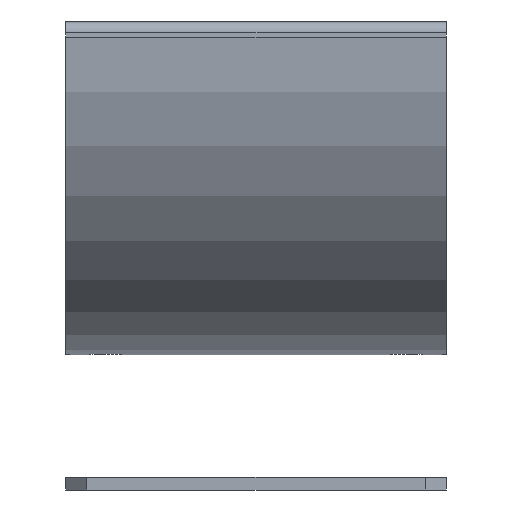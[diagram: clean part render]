
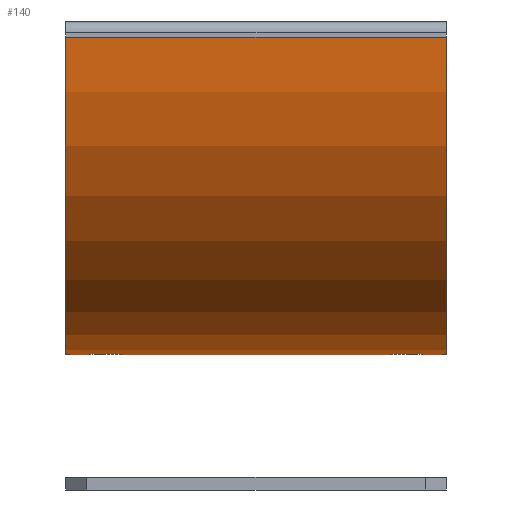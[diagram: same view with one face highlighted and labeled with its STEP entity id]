
A CAD part, left-side view. The second image highlights one B-rep face of the part: STEP entity #140.
In plain terms, the highlighted cylindrical face has radius 75 mm (diameter 150 mm), a partial arc.
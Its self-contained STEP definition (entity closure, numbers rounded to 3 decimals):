
#140=ADVANCED_FACE('',(#682),#684,.T.);
#682=FACE_BOUND('',#683,.T.);
#683=EDGE_LOOP('',(#1136,#1137,#1138,#1139,#1140,#1141,#1142,#1143));
#684=CYLINDRICAL_SURFACE('',#685,75.);
#685=AXIS2_PLACEMENT_3D('',#686,#687,#688);
#686=CARTESIAN_POINT('',(15.542,-36.68,56.637));
#687=DIRECTION('',(-0.,1.,-0.));
#688=DIRECTION('',(0.,0.,-1.));
#1136=ORIENTED_EDGE('',*,*,#1350,.F.);
#1137=ORIENTED_EDGE('',*,*,#1328,.F.);
#1138=ORIENTED_EDGE('',*,*,#1351,.T.);
#1139=ORIENTED_EDGE('',*,*,#1337,.T.);
#1140=ORIENTED_EDGE('',*,*,#1352,.T.);
#1141=ORIENTED_EDGE('',*,*,#1340,.T.);
#1142=ORIENTED_EDGE('',*,*,#1353,.T.);
#1143=ORIENTED_EDGE('',*,*,#1343,.F.);
#1328=EDGE_CURVE('',#1448,#1449,#1450,.T.);
#1337=EDGE_CURVE('',#1462,#1460,#1463,.T.);
#1340=EDGE_CURVE('',#1467,#1465,#1468,.T.);
#1343=EDGE_CURVE('',#1470,#1472,#1473,.T.);
#1350=EDGE_CURVE('',#1449,#1470,#1483,.T.);
#1351=EDGE_CURVE('',#1448,#1462,#1484,.T.);
#1352=EDGE_CURVE('',#1460,#1467,#1485,.T.);
#1353=EDGE_CURVE('',#1465,#1472,#1486,.T.);
#1448=VERTEX_POINT('',#1694);
#1449=VERTEX_POINT('',#1695);
#1450=CIRCLE('',#1696,75.);
#1460=VERTEX_POINT('',#1777);
#1462=VERTEX_POINT('',#1781);
#1463=B_SPLINE_CURVE_WITH_KNOTS('',3,
(#1782,#1783,#1784,#1785,#1786,#1787,#1788,#1789,#1790,#1791,#1792,#1793,#1794,#1795,
#1796,#1797,#1798,#1799,#1800,#1801,#1802,#1803,#1804,#1805,#1806,#1807,#1808,#1809,
#1810),
.UNSPECIFIED.,.F.,.F.,
(4,1,1,1,1,1,1,1,1,1,1,1,1,1,1,1,1,1,1,1,1,1,1,1,1,1,4),
(0.,0.048,0.09,0.128,0.166,0.206,
0.245,0.284,0.323,0.362,0.402,
0.441,0.48,0.519,0.558,0.597,
0.636,0.675,0.715,0.754,0.793,
0.832,0.872,0.911,0.949,0.979,
1.),
.UNSPECIFIED.);
#1465=VERTEX_POINT('',#1814);
#1467=VERTEX_POINT('',#1818);
#1468=B_SPLINE_CURVE_WITH_KNOTS('',3,
(#1819,#1820,#1821,#1822,#1823,#1824,#1825,#1826,#1827,#1828,#1829,#1830,#1831,#1832,
#1833,#1834,#1835,#1836,#1837,#1838,#1839,#1840,#1841,#1842,#1843,#1844,#1845,#1846,
#1847),
.UNSPECIFIED.,.F.,.F.,
(4,1,1,1,1,1,1,1,1,1,1,1,1,1,1,1,1,1,1,1,1,1,1,1,1,1,4),
(0.,0.048,0.09,0.128,0.166,0.206,
0.245,0.284,0.323,0.362,0.402,
0.441,0.48,0.519,0.558,0.597,
0.636,0.675,0.715,0.754,0.793,
0.832,0.872,0.911,0.949,0.979,
1.),
.UNSPECIFIED.);
#1470=VERTEX_POINT('',#1851);
#1472=VERTEX_POINT('',#1855);
#1473=CIRCLE('',#1856,75.);
#1483=LINE('',#1881,#1882);
#1484=LINE('',#1884,#1885);
#1485=LINE('',#1887,#1888);
#1486=LINE('',#1890,#1891);
#1694=CARTESIAN_POINT('',(15.542,47.82,-18.363));
#1695=CARTESIAN_POINT('',(-59.458,47.82,56.637));
#1696=AXIS2_PLACEMENT_3D('',#1697,#1698,#1699);
#1697=CARTESIAN_POINT('',(15.542,47.82,56.637));
#1698=DIRECTION('',(0.,1.,-0.));
#1699=DIRECTION('',(0.,0.,-1.));
#1777=CARTESIAN_POINT('',(15.542,34.32,-18.363));
#1781=CARTESIAN_POINT('',(15.542,42.32,-18.363));
#1782=CARTESIAN_POINT('',(15.542,42.32,-18.363));
#1783=CARTESIAN_POINT('',(15.338,42.32,-18.363));
#1784=CARTESIAN_POINT('',(14.957,42.292,-18.361));
#1785=CARTESIAN_POINT('',(14.427,42.176,-18.355));
#1786=CARTESIAN_POINT('',(13.956,42.011,-18.346));
#1787=CARTESIAN_POINT('',(13.516,41.795,-18.336));
#1788=CARTESIAN_POINT('',(13.101,41.524,-18.323));
#1789=CARTESIAN_POINT('',(12.72,41.202,-18.31));
#1790=CARTESIAN_POINT('',(12.384,40.837,-18.296));
#1791=CARTESIAN_POINT('',(12.095,40.435,-18.284));
#1792=CARTESIAN_POINT('',(11.858,40.,-18.272));
#1793=CARTESIAN_POINT('',(11.678,39.54,-18.263));
#1794=CARTESIAN_POINT('',(11.556,39.063,-18.257));
#1795=CARTESIAN_POINT('',(11.494,38.574,-18.253));
#1796=CARTESIAN_POINT('',(11.493,38.082,-18.253));
#1797=CARTESIAN_POINT('',(11.553,37.593,-18.256));
#1798=CARTESIAN_POINT('',(11.673,37.115,-18.263));
#1799=CARTESIAN_POINT('',(11.852,36.655,-18.272));
#1800=CARTESIAN_POINT('',(12.086,36.22,-18.283));
#1801=CARTESIAN_POINT('',(12.373,35.816,-18.296));
#1802=CARTESIAN_POINT('',(12.708,35.45,-18.309));
#1803=CARTESIAN_POINT('',(13.087,35.128,-18.323));
#1804=CARTESIAN_POINT('',(13.502,34.854,-18.335));
#1805=CARTESIAN_POINT('',(13.948,34.633,-18.346));
#1806=CARTESIAN_POINT('',(14.416,34.468,-18.355));
#1807=CARTESIAN_POINT('',(14.861,34.369,-18.36));
#1808=CARTESIAN_POINT('',(15.238,34.327,-18.362));
#1809=CARTESIAN_POINT('',(15.453,34.32,-18.363));
#1810=CARTESIAN_POINT('',(15.542,34.32,-18.363));
#1814=CARTESIAN_POINT('',(15.542,-36.68,-18.363));
#1818=CARTESIAN_POINT('',(15.542,-28.68,-18.363));
#1819=CARTESIAN_POINT('',(15.542,-28.68,-18.363));
#1820=CARTESIAN_POINT('',(15.338,-28.68,-18.363));
#1821=CARTESIAN_POINT('',(14.957,-28.708,-18.361));
#1822=CARTESIAN_POINT('',(14.427,-28.824,-18.355));
#1823=CARTESIAN_POINT('',(13.956,-28.989,-18.346));
#1824=CARTESIAN_POINT('',(13.516,-29.205,-18.336));
#1825=CARTESIAN_POINT('',(13.101,-29.476,-18.323));
#1826=CARTESIAN_POINT('',(12.72,-29.798,-18.31));
#1827=CARTESIAN_POINT('',(12.384,-30.163,-18.296));
#1828=CARTESIAN_POINT('',(12.095,-30.565,-18.284));
#1829=CARTESIAN_POINT('',(11.858,-31.,-18.272));
#1830=CARTESIAN_POINT('',(11.678,-31.46,-18.263));
#1831=CARTESIAN_POINT('',(11.556,-31.937,-18.257));
#1832=CARTESIAN_POINT('',(11.494,-32.426,-18.253));
#1833=CARTESIAN_POINT('',(11.493,-32.918,-18.253));
#1834=CARTESIAN_POINT('',(11.553,-33.407,-18.256));
#1835=CARTESIAN_POINT('',(11.673,-33.885,-18.263));
#1836=CARTESIAN_POINT('',(11.852,-34.345,-18.272));
#1837=CARTESIAN_POINT('',(12.086,-34.78,-18.283));
#1838=CARTESIAN_POINT('',(12.373,-35.184,-18.296));
#1839=CARTESIAN_POINT('',(12.708,-35.55,-18.309));
#1840=CARTESIAN_POINT('',(13.087,-35.872,-18.323));
#1841=CARTESIAN_POINT('',(13.502,-36.146,-18.335));
#1842=CARTESIAN_POINT('',(13.948,-36.367,-18.346));
#1843=CARTESIAN_POINT('',(14.416,-36.532,-18.355));
#1844=CARTESIAN_POINT('',(14.861,-36.631,-18.36));
#1845=CARTESIAN_POINT('',(15.238,-36.673,-18.362));
#1846=CARTESIAN_POINT('',(15.453,-36.68,-18.363));
#1847=CARTESIAN_POINT('',(15.542,-36.68,-18.363));
#1851=CARTESIAN_POINT('',(-59.458,-42.18,56.637));
#1855=CARTESIAN_POINT('',(15.542,-42.18,-18.363));
#1856=AXIS2_PLACEMENT_3D('',#1857,#1858,#1859);
#1857=CARTESIAN_POINT('',(15.542,-42.18,56.637));
#1858=DIRECTION('',(-0.,-1.,-0.));
#1859=DIRECTION('',(-1.,0.,0.));
#1881=CARTESIAN_POINT('',(-59.458,47.82,56.637));
#1882=VECTOR('',#1883,1.);
#1883=DIRECTION('',(0.,-1.,0.));
#1884=CARTESIAN_POINT('',(15.542,47.82,-18.363));
#1885=VECTOR('',#1886,1.);
#1886=DIRECTION('',(0.,-1.,0.));
#1887=CARTESIAN_POINT('',(15.542,34.32,-18.363));
#1888=VECTOR('',#1889,1.);
#1889=DIRECTION('',(0.,-1.,0.));
#1890=CARTESIAN_POINT('',(15.542,-36.68,-18.363));
#1891=VECTOR('',#1892,1.);
#1892=DIRECTION('',(0.,-1.,0.));
